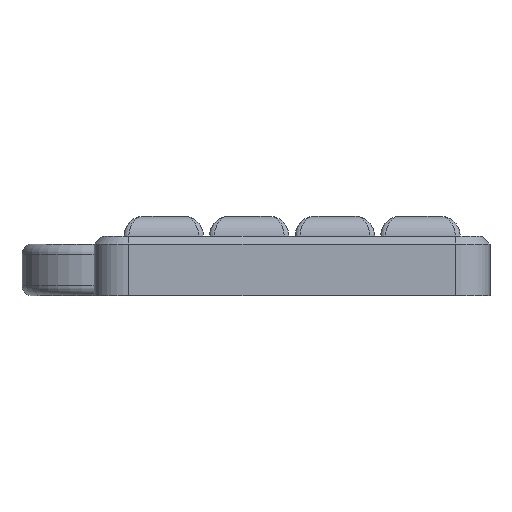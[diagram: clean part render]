
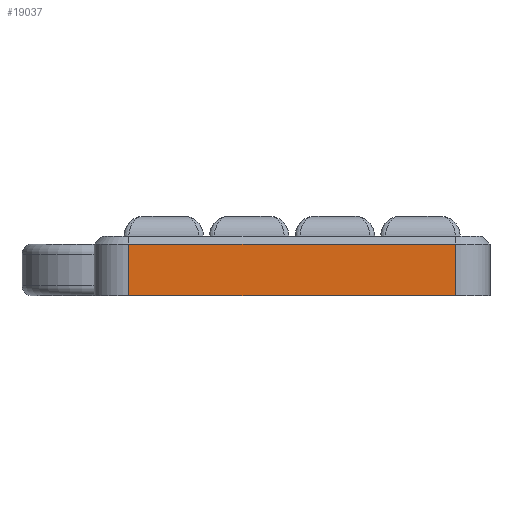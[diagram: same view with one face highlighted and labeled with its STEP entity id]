
A CAD part, left-side view. The second image highlights one B-rep face of the part: STEP entity #19037.
In plain terms, the highlighted planar face has unit normal (-1, 0, 0).
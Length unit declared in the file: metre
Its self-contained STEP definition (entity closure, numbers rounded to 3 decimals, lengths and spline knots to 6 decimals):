
#1862=PLANE('',#21448);
#6783=ORIENTED_EDGE('',*,*,#10166,.F.);
#6784=ORIENTED_EDGE('',*,*,#10075,.F.);
#6785=ORIENTED_EDGE('',*,*,#10167,.T.);
#6786=ORIENTED_EDGE('',*,*,#10168,.T.);
#10075=EDGE_CURVE('',#11943,#11944,#13469,.T.);
#10166=EDGE_CURVE('',#11944,#12024,#13505,.T.);
#10167=EDGE_CURVE('',#11943,#12025,#13506,.T.);
#10168=EDGE_CURVE('',#12025,#12024,#13507,.F.);
#11943=VERTEX_POINT('',#35327);
#11944=VERTEX_POINT('',#35329);
#12024=VERTEX_POINT('',#35570);
#12025=VERTEX_POINT('',#35572);
#13469=LINE('',#35328,#14959);
#13505=LINE('',#35569,#14995);
#13506=LINE('',#35571,#14996);
#13507=LINE('',#35573,#14997);
#14959=VECTOR('',#25799,1.);
#14995=VECTOR('',#25905,1.);
#14996=VECTOR('',#25906,1.);
#14997=VECTOR('',#25907,1.);
#16311=EDGE_LOOP('',(#6783,#6784,#6785,#6786));
#17573=FACE_BOUND('',#16311,.T.);
#19037=ADVANCED_FACE('',(#17573),#1862,.F.);
#21448=AXIS2_PLACEMENT_3D('',#35568,#25903,#25904);
#25799=DIRECTION('',(0.,1.,0.));
#25903=DIRECTION('',(1.,0.,0.));
#25904=DIRECTION('',(0.,1.,0.));
#25905=DIRECTION('',(0.,0.,1.));
#25906=DIRECTION('',(0.,0.,1.));
#25907=DIRECTION('',(0.,-1.,0.));
#35327=CARTESIAN_POINT('',(-0.023559,0.02218,-0.002));
#35328=CARTESIAN_POINT('',(-0.023559,0.03038,-0.002));
#35329=CARTESIAN_POINT('',(-0.023559,0.03858,-0.002));
#35568=CARTESIAN_POINT('',(-0.023559,0.03038,0.));
#35569=CARTESIAN_POINT('',(-0.023559,0.03858,0.));
#35570=CARTESIAN_POINT('',(-0.023559,0.03858,0.0006));
#35571=CARTESIAN_POINT('',(-0.023559,0.02218,0.));
#35572=CARTESIAN_POINT('',(-0.023559,0.02218,0.0006));
#35573=CARTESIAN_POINT('',(-0.023559,0.03038,0.0006));
